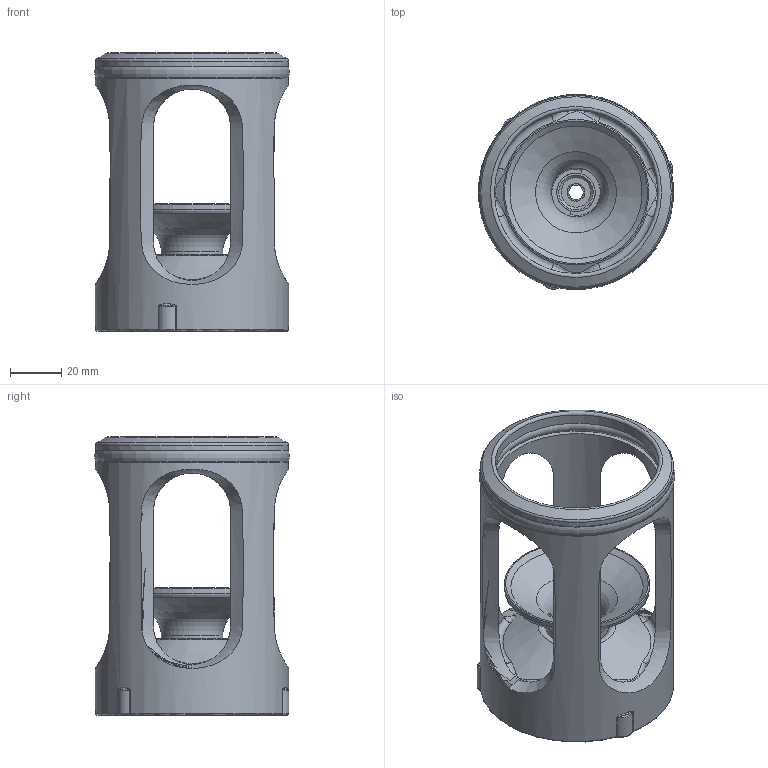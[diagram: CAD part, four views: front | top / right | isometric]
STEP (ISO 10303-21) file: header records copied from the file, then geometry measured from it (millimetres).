
FILE_DESCRIPTION(/* description */ (''),/* implementation_level */ '2;1');
FILE_NAME(/* name */ 'Stuetzkonsole_STAR_Heavy_Duty_110757.stp',/* time_stamp */ '2015-07-16T09:26:52+02:00',/* author */ ('002180'),/* organization */ (''),/* preprocessor_version */ 'ST-DEVELOPER v16.1',/* originating_system */ 'Autodesk Inventor 2016',/* authorisation */ '');
FILE_SCHEMA (('AUTOMOTIVE_DESIGN { 1 0 10303 214 3 1 1 }'));
Length unit declared in the file: millimetre
Products named in the file (7): anstk27a; anori01b; anstk24b_anstk25b_anstk26b; anodl6b; andsk01d; anstk25b; anstk28a
Assembly tree (6 placements, depth 3):
  anstk28a
    anstk27a
    anori01b
    anstk25b
      anstk24b_anstk25b_anstk26b
      anodl6b
      andsk01d
Bounding box: 75.61 x 75.61 x 108 mm (x, y, z)
Volume: 125026.2 mm3; surface area: 63104.9 mm2
Topology: 5 solids, 5 shells, 524 faces, 1275 edges, 747 vertices
Faces by surface type: cylinder 146, bspline 140, torus 108, plane 83, cone 41, sphere 6
Full cylindrical faces by diameter (mm): 5.6 x1, 6.5 x1, 6.6 x1, 7 x1, 8.1 x1, 11.445 x1, 12.2 x1, 13.157 x1, 15 x1, 19.1 x1, 24 x1, 24.2 x1, 56.5 x1, 63.5 x2, 73 x1, 75 x2
Entity records: 20608 total; most frequent: CARTESIAN_POINT 9495, ORIENTED_EDGE 2388, DIRECTION 2105, EDGE_CURVE 1194, AXIS2_PLACEMENT_3D 920, VERTEX_POINT 731, EDGE_LOOP 593, FACE_OUTER_BOUND 524
